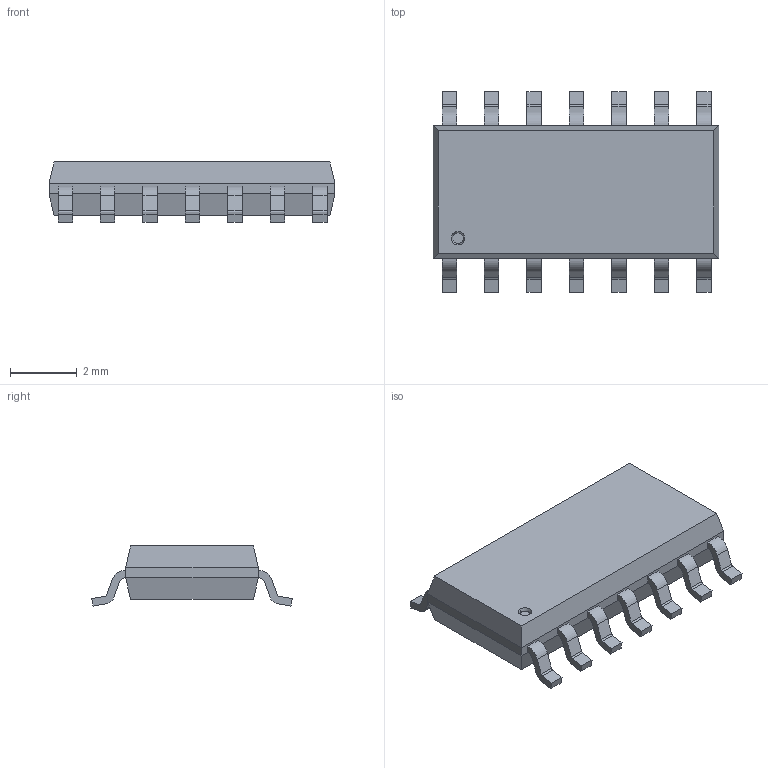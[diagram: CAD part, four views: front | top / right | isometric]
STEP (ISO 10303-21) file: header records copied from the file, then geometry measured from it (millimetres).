
FILE_DESCRIPTION (( 'STEP AP214' ), '1' );
FILE_NAME ('User Library-14-SOP.STEP', '2018-07-13T02:33:22', ( '' ), ( '' ), 'SwSTEP 2.0', 'SolidWorks 2018', '' );
FILE_SCHEMA (( 'AUTOMOTIVE_DESIGN' ));
Length unit declared in the file: millimetre
Products named in the file (1): User Library-14-SOP
Bounding box: 8.56 x 6 x 1.8 mm (x, y, z)
Volume: 54.1 mm3; surface area: 130.7 mm2
Topology: 15 solids, 15 shells, 185 faces, 454 edges, 300 vertices
Faces by surface type: plane 127, cylinder 56, cone 2
Entity records: 7635 total; most frequent: DIRECTION 942, CARTESIAN_POINT 940, ORIENTED_EDGE 908, EDGE_CURVE 454, LINE 338, VECTOR 338, AXIS2_PLACEMENT_3D 302, VERTEX_POINT 300
